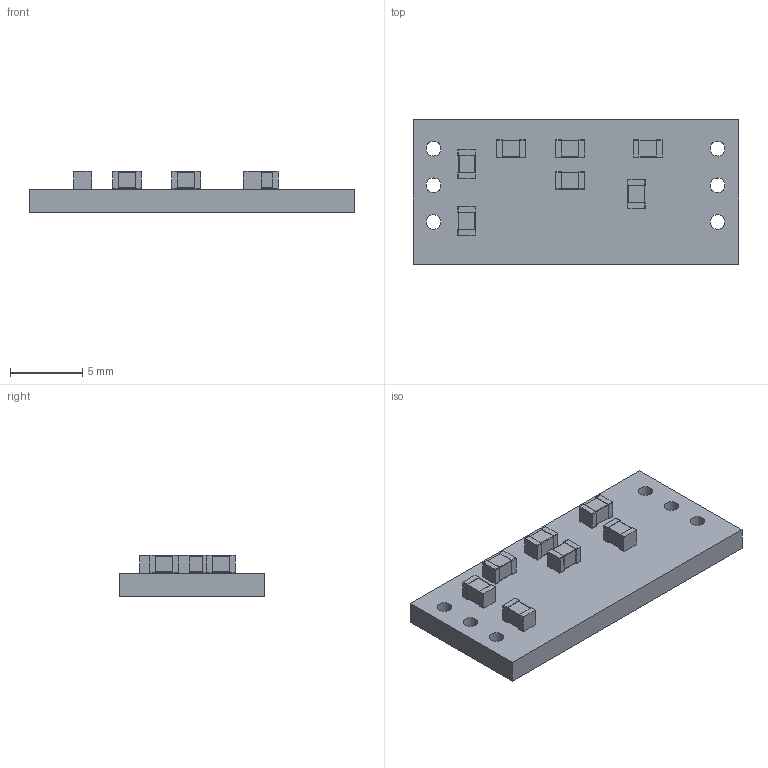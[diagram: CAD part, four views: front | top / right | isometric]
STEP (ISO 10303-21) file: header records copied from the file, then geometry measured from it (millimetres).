
FILE_DESCRIPTION(('KiCad electronic assembly'),'2;1');
FILE_NAME('BPF-1.step','2023-12-12T10:38:41',('Pcbnew'),('Kicad'), 'Open CASCADE STEP processor 7.5','KiCad to STEP converter','Unknown' );
FILE_SCHEMA(('AUTOMOTIVE_DESIGN { 1 0 10303 214 1 1 1 1 }'));
Length unit declared in the file: millimetre
Products named in the file (4): BPF-1 1; C_0805_2012Metric; SOLID; Band_MODULE_V1_00 PCB
Assembly tree (9 placements, depth 3):
  BPF-1 1
    C_0805_2012Metric  x7
      SOLID
    Band_MODULE_V1_00 PCB
Bounding box: 22.5 x 10 x 2.9 mm (x, y, z)
Volume: 372.4 mm3; surface area: 665.9 mm2
Topology: 8 solids, 8 shells, 208 faces, 534 edges, 356 vertices
Faces by surface type: plane 118, cylinder 90
Full cylindrical faces by diameter (mm): 1.02 x6
Entity records: 2972 total; most frequent: CARTESIAN_POINT 568, DIRECTION 418, LINE 234, VECTOR 234, ORIENTED_EDGE 204, PCURVE 204, DEFINITIONAL_REPRESENTATION 204, EDGE_CURVE 102
